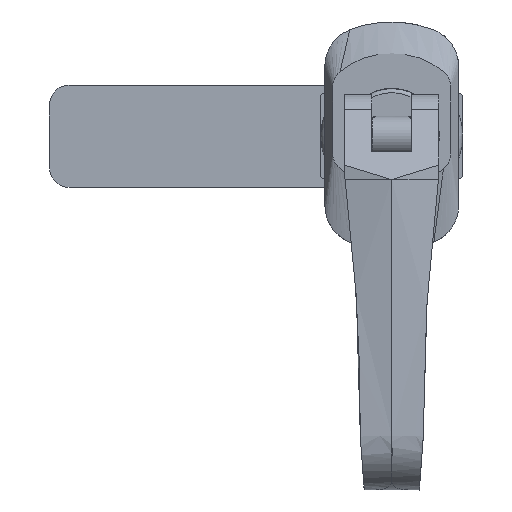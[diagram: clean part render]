
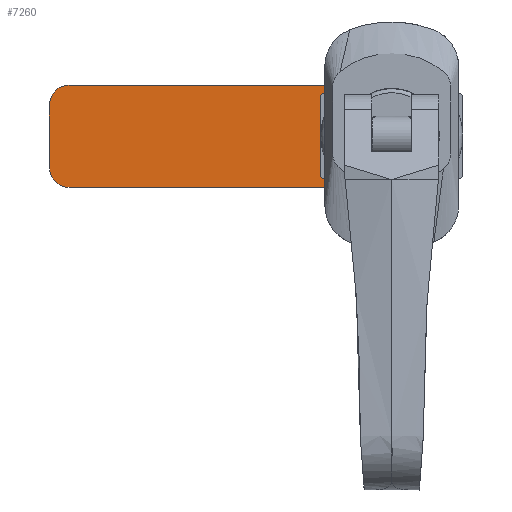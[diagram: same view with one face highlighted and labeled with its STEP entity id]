
A CAD part, top view. The second image highlights one B-rep face of the part: STEP entity #7260.
In plain terms, the highlighted planar face has unit normal (0, 0, 1).
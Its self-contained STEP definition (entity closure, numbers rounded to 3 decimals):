
#214 = DIRECTION ( 'NONE',  ( -1., 0., 0. ) ) ;
#392 = CARTESIAN_POINT ( 'NONE',  ( 8., 82., 2.3 ) ) ;
#395 = DIRECTION ( 'NONE',  ( -1., 0., 0. ) ) ;
#399 = ORIENTED_EDGE ( 'NONE', *, *, #432, .F. ) ;
#432 = EDGE_CURVE ( 'NONE', #6880, #6221, #7985, .T. ) ;
#495 = DIRECTION ( 'NONE',  ( 0., -1., 0. ) ) ;
#514 = EDGE_CURVE ( 'NONE', #1129, #8417, #6240, .T. ) ;
#655 = CIRCLE ( 'NONE', #3985, 6.25 ) ;
#718 = ORIENTED_EDGE ( 'NONE', *, *, #514, .T. ) ;
#980 = LINE ( 'NONE', #9354, #7540 ) ;
#1041 = PLANE ( 'NONE',  #4254 ) ;
#1069 = VECTOR ( 'NONE', #2071, 1000. ) ;
#1112 = VECTOR ( 'NONE', #495, 1000. ) ;
#1129 = VERTEX_POINT ( 'NONE', #10763 ) ;
#1243 = VERTEX_POINT ( 'NONE', #10613 ) ;
#1257 = DIRECTION ( 'NONE',  ( 1., 0., 0. ) ) ;
#1282 = CARTESIAN_POINT ( 'NONE',  ( 0., 0., 2.3 ) ) ;
#1611 = DIRECTION ( 'NONE',  ( 0., 1., 0. ) ) ;
#1805 = VERTEX_POINT ( 'NONE', #1943 ) ;
#1847 = DIRECTION ( 'NONE',  ( 0., 0., 1. ) ) ;
#1913 = AXIS2_PLACEMENT_3D ( 'NONE', #11137, #7979, #7228 ) ;
#1943 = CARTESIAN_POINT ( 'NONE',  ( 5.05, 3.682, 2.3 ) ) ;
#2006 = CARTESIAN_POINT ( 'NONE',  ( 13., -8., 2.3 ) ) ;
#2071 = DIRECTION ( 'NONE',  ( 1., 0., 0. ) ) ;
#2085 = LINE ( 'NONE', #10622, #1069 ) ;
#2173 = CARTESIAN_POINT ( 'NONE',  ( 8., -8., 2.3 ) ) ;
#2182 = LINE ( 'NONE', #10943, #9201 ) ;
#2267 = DIRECTION ( 'NONE',  ( 0., 0., 1. ) ) ;
#2324 = DIRECTION ( 'NONE',  ( 0., 0., 1. ) ) ;
#2568 = DIRECTION ( 'NONE',  ( 1., 0., 0. ) ) ;
#2611 = ORIENTED_EDGE ( 'NONE', *, *, #2940, .T. ) ;
#2637 = VERTEX_POINT ( 'NONE', #8067 ) ;
#2754 = EDGE_LOOP ( 'NONE', ( #718, #7018, #6893, #3979, #8300, #8551, #2611, #8537 ) ) ;
#2818 = FACE_BOUND ( 'NONE', #4191, .T. ) ;
#2931 = VERTEX_POINT ( 'NONE', #9116 ) ;
#2940 = EDGE_CURVE ( 'NONE', #2931, #9572, #5235, .T. ) ;
#3117 = CIRCLE ( 'NONE', #10907, 5. ) ;
#3138 = VERTEX_POINT ( 'NONE', #4799 ) ;
#3337 = DIRECTION ( 'NONE',  ( 1., 0., 0. ) ) ;
#3393 = ORIENTED_EDGE ( 'NONE', *, *, #8486, .F. ) ;
#3484 = VERTEX_POINT ( 'NONE', #7399 ) ;
#3979 = ORIENTED_EDGE ( 'NONE', *, *, #8536, .T. ) ;
#3985 = AXIS2_PLACEMENT_3D ( 'NONE', #10123, #4960, #11002 ) ;
#4044 = LINE ( 'NONE', #10159, #5140 ) ;
#4125 = EDGE_CURVE ( 'NONE', #7015, #8836, #2182, .T. ) ;
#4166 = DIRECTION ( 'NONE',  ( 0., 0., 1. ) ) ;
#4191 = EDGE_LOOP ( 'NONE', ( #5599, #7843, #10716, #6344, #9480, #7469, #399, #3393 ) ) ;
#4254 = AXIS2_PLACEMENT_3D ( 'NONE', #7375, #2267, #3337 ) ;
#4287 = EDGE_CURVE ( 'NONE', #3138, #5252, #7048, .T. ) ;
#4571 = VECTOR ( 'NONE', #214, 1000. ) ;
#4618 = DIRECTION ( 'NONE',  ( 1., 0., 0. ) ) ;
#4702 = DIRECTION ( 'NONE',  ( 0., 0., 1. ) ) ;
#4799 = CARTESIAN_POINT ( 'NONE',  ( 3.682, -5.05, 2.3 ) ) ;
#4878 = CARTESIAN_POINT ( 'NONE',  ( -8., -8., 2.3 ) ) ;
#4960 = DIRECTION ( 'NONE',  ( 0., 0., 1. ) ) ;
#5000 = FACE_OUTER_BOUND ( 'NONE', #2754, .T. ) ;
#5140 = VECTOR ( 'NONE', #5843, 1000. ) ;
#5235 = CIRCLE ( 'NONE', #7926, 5. ) ;
#5252 = VERTEX_POINT ( 'NONE', #5374 ) ;
#5325 = EDGE_CURVE ( 'NONE', #5252, #1805, #7150, .T. ) ;
#5374 = CARTESIAN_POINT ( 'NONE',  ( 5.05, -3.682, 2.3 ) ) ;
#5567 = AXIS2_PLACEMENT_3D ( 'NONE', #8626, #2324, #7593 ) ;
#5599 = ORIENTED_EDGE ( 'NONE', *, *, #4125, .F. ) ;
#5749 = DIRECTION ( 'NONE',  ( -1., 0., 0. ) ) ;
#5843 = DIRECTION ( 'NONE',  ( 0., -1., 0. ) ) ;
#6042 = CARTESIAN_POINT ( 'NONE',  ( -5.05, -3.682, 2.3 ) ) ;
#6221 = VERTEX_POINT ( 'NONE', #6042 ) ;
#6240 = CIRCLE ( 'NONE', #8664, 5. ) ;
#6344 = ORIENTED_EDGE ( 'NONE', *, *, #4287, .F. ) ;
#6352 = CARTESIAN_POINT ( 'NONE',  ( -8., -13., 2.3 ) ) ;
#6502 = VECTOR ( 'NONE', #10579, 1000. ) ;
#6518 = EDGE_CURVE ( 'NONE', #6221, #3484, #10381, .T. ) ;
#6880 = VERTEX_POINT ( 'NONE', #7256 ) ;
#6893 = ORIENTED_EDGE ( 'NONE', *, *, #8330, .T. ) ;
#6982 = CARTESIAN_POINT ( 'NONE',  ( -8., 82., 2.3 ) ) ;
#7015 = VERTEX_POINT ( 'NONE', #10522 ) ;
#7018 = ORIENTED_EDGE ( 'NONE', *, *, #10222, .T. ) ;
#7048 = CIRCLE ( 'NONE', #10524, 6.25 ) ;
#7150 = LINE ( 'NONE', #7989, #6502 ) ;
#7228 = DIRECTION ( 'NONE',  ( 1., 0., 0. ) ) ;
#7256 = CARTESIAN_POINT ( 'NONE',  ( -5.05, 3.682, 2.3 ) ) ;
#7260 = ADVANCED_FACE ( 'NONE', ( #5000, #2818 ), #1041, .T. ) ;
#7294 = LINE ( 'NONE', #6352, #10378 ) ;
#7375 = CARTESIAN_POINT ( 'NONE',  ( 8., 82., 2.3 ) ) ;
#7393 = EDGE_CURVE ( 'NONE', #9572, #1129, #980, .T. ) ;
#7399 = CARTESIAN_POINT ( 'NONE',  ( -3.682, -5.05, 2.3 ) ) ;
#7446 = CARTESIAN_POINT ( 'NONE',  ( -5.05, 3.682, 2.3 ) ) ;
#7469 = ORIENTED_EDGE ( 'NONE', *, *, #6518, .F. ) ;
#7540 = VECTOR ( 'NONE', #1611, 1000. ) ;
#7593 = DIRECTION ( 'NONE',  ( 1., 0., 0. ) ) ;
#7645 = CARTESIAN_POINT ( 'NONE',  ( -3.682, 5.05, 2.3 ) ) ;
#7843 = ORIENTED_EDGE ( 'NONE', *, *, #7968, .F. ) ;
#7859 = DIRECTION ( 'NONE',  ( -1., 0., 0. ) ) ;
#7879 = VERTEX_POINT ( 'NONE', #9374 ) ;
#7926 = AXIS2_PLACEMENT_3D ( 'NONE', #2173, #4166, #1257 ) ;
#7938 = CIRCLE ( 'NONE', #9391, 5. ) ;
#7960 = CARTESIAN_POINT ( 'NONE',  ( 8., 87., 2.3 ) ) ;
#7968 = EDGE_CURVE ( 'NONE', #1805, #7015, #9969, .T. ) ;
#7979 = DIRECTION ( 'NONE',  ( 0., 0., 1. ) ) ;
#7985 = LINE ( 'NONE', #7446, #1112 ) ;
#7989 = CARTESIAN_POINT ( 'NONE',  ( 5.05, 3.682, 2.3 ) ) ;
#8067 = CARTESIAN_POINT ( 'NONE',  ( -8., 87., 2.3 ) ) ;
#8300 = ORIENTED_EDGE ( 'NONE', *, *, #8688, .T. ) ;
#8330 = EDGE_CURVE ( 'NONE', #2637, #1243, #7938, .T. ) ;
#8417 = VERTEX_POINT ( 'NONE', #7960 ) ;
#8486 = EDGE_CURVE ( 'NONE', #8836, #6880, #655, .T. ) ;
#8536 = EDGE_CURVE ( 'NONE', #1243, #9763, #4044, .T. ) ;
#8537 = ORIENTED_EDGE ( 'NONE', *, *, #7393, .T. ) ;
#8551 = ORIENTED_EDGE ( 'NONE', *, *, #9148, .T. ) ;
#8626 = CARTESIAN_POINT ( 'NONE',  ( 0., 0., 2.3 ) ) ;
#8664 = AXIS2_PLACEMENT_3D ( 'NONE', #392, #8968, #9702 ) ;
#8688 = EDGE_CURVE ( 'NONE', #9763, #7879, #3117, .T. ) ;
#8836 = VERTEX_POINT ( 'NONE', #7645 ) ;
#8968 = DIRECTION ( 'NONE',  ( 0., 0., 1. ) ) ;
#9035 = LINE ( 'NONE', #9717, #4571 ) ;
#9116 = CARTESIAN_POINT ( 'NONE',  ( 8., -13., 2.3 ) ) ;
#9148 = EDGE_CURVE ( 'NONE', #7879, #2931, #7294, .T. ) ;
#9201 = VECTOR ( 'NONE', #395, 1000. ) ;
#9354 = CARTESIAN_POINT ( 'NONE',  ( 13., 82., 2.3 ) ) ;
#9374 = CARTESIAN_POINT ( 'NONE',  ( -8., -13., 2.3 ) ) ;
#9391 = AXIS2_PLACEMENT_3D ( 'NONE', #6982, #1847, #7859 ) ;
#9480 = ORIENTED_EDGE ( 'NONE', *, *, #10695, .F. ) ;
#9572 = VERTEX_POINT ( 'NONE', #2006 ) ;
#9702 = DIRECTION ( 'NONE',  ( 1., 0., 0. ) ) ;
#9717 = CARTESIAN_POINT ( 'NONE',  ( -8., 87., 2.3 ) ) ;
#9763 = VERTEX_POINT ( 'NONE', #10827 ) ;
#9969 = CIRCLE ( 'NONE', #5567, 6.25 ) ;
#10123 = CARTESIAN_POINT ( 'NONE',  ( 0., 0., 2.3 ) ) ;
#10159 = CARTESIAN_POINT ( 'NONE',  ( -13., 82., 2.3 ) ) ;
#10222 = EDGE_CURVE ( 'NONE', #8417, #2637, #9035, .T. ) ;
#10378 = VECTOR ( 'NONE', #4618, 1000. ) ;
#10381 = CIRCLE ( 'NONE', #1913, 6.25 ) ;
#10522 = CARTESIAN_POINT ( 'NONE',  ( 3.682, 5.05, 2.3 ) ) ;
#10524 = AXIS2_PLACEMENT_3D ( 'NONE', #1282, #4702, #2568 ) ;
#10579 = DIRECTION ( 'NONE',  ( 0., 1., 0. ) ) ;
#10613 = CARTESIAN_POINT ( 'NONE',  ( -13., 82., 2.3 ) ) ;
#10622 = CARTESIAN_POINT ( 'NONE',  ( -3.682, -5.05, 2.3 ) ) ;
#10695 = EDGE_CURVE ( 'NONE', #3484, #3138, #2085, .T. ) ;
#10716 = ORIENTED_EDGE ( 'NONE', *, *, #5325, .F. ) ;
#10763 = CARTESIAN_POINT ( 'NONE',  ( 13., 82., 2.3 ) ) ;
#10827 = CARTESIAN_POINT ( 'NONE',  ( -13., -8., 2.3 ) ) ;
#10907 = AXIS2_PLACEMENT_3D ( 'NONE', #4878, #10909, #5749 ) ;
#10909 = DIRECTION ( 'NONE',  ( 0., 0., 1. ) ) ;
#10943 = CARTESIAN_POINT ( 'NONE',  ( -3.682, 5.05, 2.3 ) ) ;
#11002 = DIRECTION ( 'NONE',  ( 1., 0., 0. ) ) ;
#11137 = CARTESIAN_POINT ( 'NONE',  ( 0., 0., 2.3 ) ) ;
